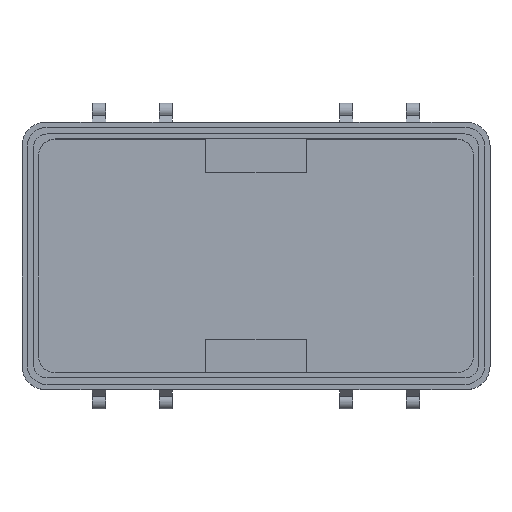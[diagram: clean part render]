
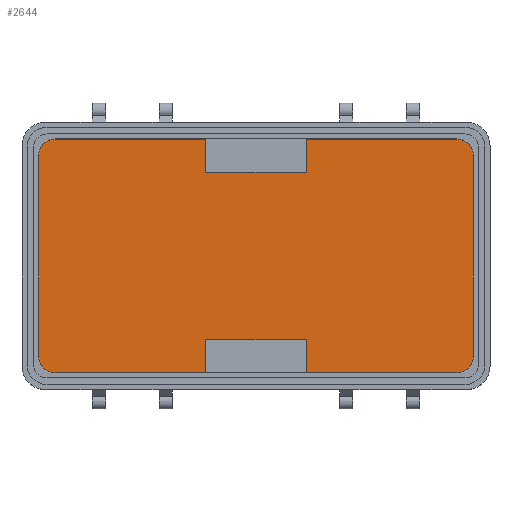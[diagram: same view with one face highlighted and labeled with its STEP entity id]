
A CAD part, top view. The second image highlights one B-rep face of the part: STEP entity #2644.
In plain terms, the highlighted planar face has unit normal (0, 0, 1).
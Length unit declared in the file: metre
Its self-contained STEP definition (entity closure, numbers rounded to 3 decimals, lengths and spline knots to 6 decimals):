
#100=CIRCLE('',#2861,0.005);
#101=CIRCLE('',#2862,0.005);
#102=CIRCLE('',#2863,0.005);
#103=CIRCLE('',#2864,0.005);
#676=ORIENTED_EDGE('',*,*,#1148,.T.);
#677=ORIENTED_EDGE('',*,*,#1149,.T.);
#678=ORIENTED_EDGE('',*,*,#852,.T.);
#679=ORIENTED_EDGE('',*,*,#1150,.T.);
#680=ORIENTED_EDGE('',*,*,#1151,.F.);
#681=ORIENTED_EDGE('',*,*,#1152,.T.);
#682=ORIENTED_EDGE('',*,*,#845,.F.);
#683=ORIENTED_EDGE('',*,*,#1153,.T.);
#845=EDGE_CURVE('',#1213,#1214,#1453,.T.);
#852=EDGE_CURVE('',#1220,#1221,#1460,.T.);
#1148=EDGE_CURVE('',#1420,#1421,#1700,.T.);
#1149=EDGE_CURVE('',#1421,#1220,#100,.T.);
#1150=EDGE_CURVE('',#1221,#1422,#101,.T.);
#1151=EDGE_CURVE('',#1423,#1422,#1701,.T.);
#1152=EDGE_CURVE('',#1423,#1214,#102,.T.);
#1153=EDGE_CURVE('',#1213,#1420,#103,.T.);
#1213=VERTEX_POINT('',#3638);
#1214=VERTEX_POINT('',#3640);
#1220=VERTEX_POINT('',#3654);
#1221=VERTEX_POINT('',#3655);
#1420=VERTEX_POINT('',#4258);
#1421=VERTEX_POINT('',#4259);
#1422=VERTEX_POINT('',#4262);
#1423=VERTEX_POINT('',#4264);
#1453=LINE('',#3639,#1757);
#1460=LINE('',#3653,#1764);
#1700=LINE('',#4257,#2004);
#1701=LINE('',#4263,#2005);
#1757=VECTOR('',#2911,1.);
#1764=VECTOR('',#2920,1.);
#2004=VECTOR('',#3488,1.);
#2005=VECTOR('',#3493,1.);
#2201=EDGE_LOOP('',(#676,#677,#678,#679,#680,#681,#682,#683));
#2381=FACE_BOUND('',#2201,.T.);
#2501=PLANE('',#2860);
#2644=ADVANCED_FACE('',(#2381),#2501,.T.);
#2860=AXIS2_PLACEMENT_3D('',#4256,#3486,#3487);
#2861=AXIS2_PLACEMENT_3D('',#4260,#3489,#3490);
#2862=AXIS2_PLACEMENT_3D('',#4261,#3491,#3492);
#2863=AXIS2_PLACEMENT_3D('',#4265,#3494,#3495);
#2864=AXIS2_PLACEMENT_3D('',#4266,#3496,#3497);
#2911=DIRECTION('',(-1.,0.,0.));
#2920=DIRECTION('',(-1.,0.,0.));
#3486=DIRECTION('',(0.,0.,1.));
#3487=DIRECTION('',(1.,0.,0.));
#3488=DIRECTION('',(0.,1.,0.));
#3489=DIRECTION('',(0.,0.,1.));
#3490=DIRECTION('',(1.,0.,0.));
#3491=DIRECTION('',(0.,0.,1.));
#3492=DIRECTION('',(1.,0.,0.));
#3493=DIRECTION('',(0.,1.,0.));
#3494=DIRECTION('',(0.,0.,1.));
#3495=DIRECTION('',(1.,0.,0.));
#3496=DIRECTION('',(0.,0.,1.));
#3497=DIRECTION('',(1.,0.,0.));
#3638=CARTESIAN_POINT('',(0.06,-0.035,0.003));
#3639=CARTESIAN_POINT('',(0.,-0.035,0.003));
#3640=CARTESIAN_POINT('',(-0.06,-0.035,0.003));
#3653=CARTESIAN_POINT('',(0.,0.035,0.003));
#3654=CARTESIAN_POINT('',(0.06,0.035,0.003));
#3655=CARTESIAN_POINT('',(-0.06,0.035,0.003));
#4256=CARTESIAN_POINT('',(0.,0.,0.003));
#4257=CARTESIAN_POINT('',(0.065,0.,0.003));
#4258=CARTESIAN_POINT('',(0.065,-0.03,0.003));
#4259=CARTESIAN_POINT('',(0.065,0.03,0.003));
#4260=CARTESIAN_POINT('',(0.06,0.03,0.003));
#4261=CARTESIAN_POINT('',(-0.06,0.03,0.003));
#4262=CARTESIAN_POINT('',(-0.065,0.03,0.003));
#4263=CARTESIAN_POINT('',(-0.065,0.,0.003));
#4264=CARTESIAN_POINT('',(-0.065,-0.03,0.003));
#4265=CARTESIAN_POINT('',(-0.06,-0.03,0.003));
#4266=CARTESIAN_POINT('',(0.06,-0.03,0.003));
